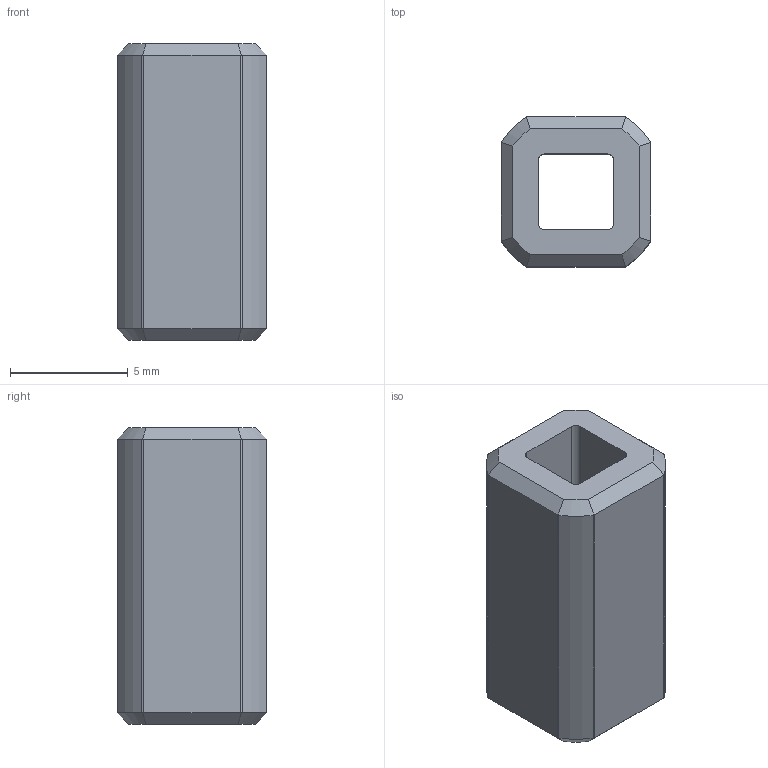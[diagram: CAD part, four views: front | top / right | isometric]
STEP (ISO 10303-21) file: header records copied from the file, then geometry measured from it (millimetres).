
FILE_DESCRIPTION (( 'STEP AP203' ), '1' );
FILE_NAME ('228-2500-454 Rev2 - Web.STEP', '2022-02-22T16:04:08', ( '' ), ( '' ), 'SwSTEP 2.0', 'SolidWorks 2021', '' );
FILE_SCHEMA (( 'CONFIG_CONTROL_DESIGN' ));
Length unit declared in the file: millimetre
Products named in the file (1): 228-2500-454 Rev2 - Web
Bounding box: 6.36 x 6.36 x 12.6 mm (x, y, z)
Volume: 349.6 mm3; surface area: 487.5 mm2
Topology: 1 solids, 1 shells, 42 faces, 120 edges, 80 vertices
Faces by surface type: plane 18, cylinder 16, cone 8
Entity records: 1529 total; most frequent: CARTESIAN_POINT 435, ORIENTED_EDGE 240, DIRECTION 182, EDGE_CURVE 120, VERTEX_POINT 80, AXIS2_PLACEMENT_3D 67, VECTOR 48, LINE 48
